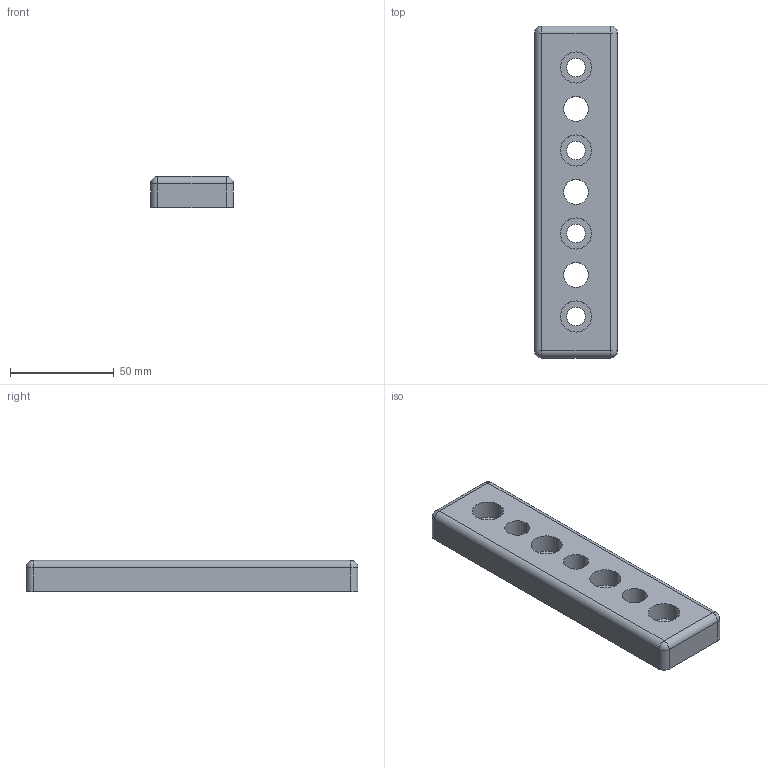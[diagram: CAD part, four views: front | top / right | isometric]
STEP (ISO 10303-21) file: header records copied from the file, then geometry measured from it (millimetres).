
FILE_DESCRIPTION((''),'2;1');
FILE_NAME('SZ0262V.stp','2009-07-27T13:38:54',(''),(''),'Mechanical Desktop 2007','Mechanical Desktop 2007',', , ');
FILE_SCHEMA(('CONFIG_CONTROL_DESIGN'));
Length unit declared in the file: millimetre
Products named in the file (1): SZ0262V
Bounding box: 40 x 160 x 15 mm (x, y, z)
Volume: 81841.5 mm3; surface area: 20975.5 mm2
Topology: 1 solids, 1 shells, 44 faces, 106 edges, 64 vertices
Faces by surface type: cylinder 30, plane 10, sphere 4
Entity records: 1393 total; most frequent: DIRECTION 252, CARTESIAN_POINT 211, ORIENTED_EDGE 204, AXIS2_PLACEMENT_3D 105, EDGE_CURVE 102, VERTEX_POINT 64, EDGE_LOOP 62, CIRCLE 60
